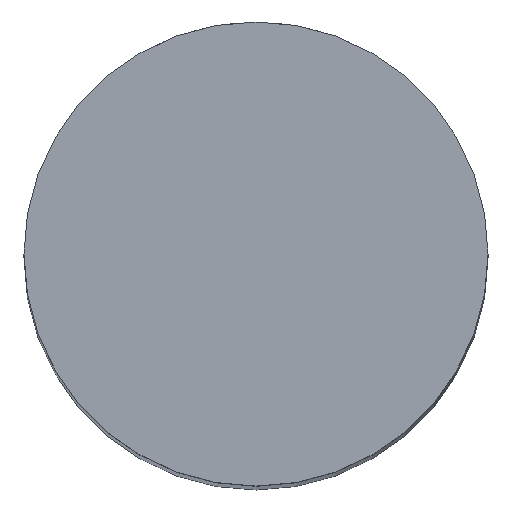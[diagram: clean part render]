
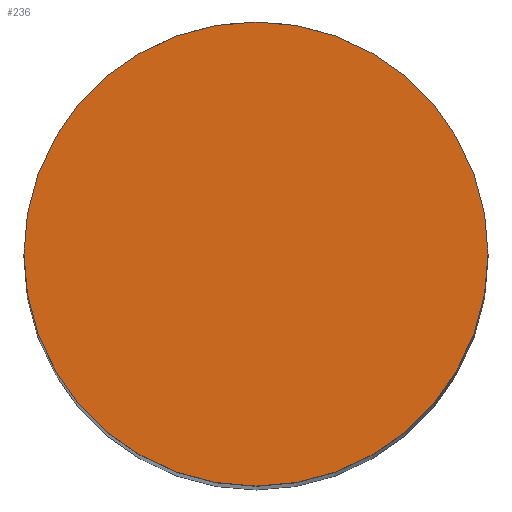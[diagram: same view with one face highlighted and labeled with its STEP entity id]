
A CAD part, top view. The second image highlights one B-rep face of the part: STEP entity #236.
In plain terms, the highlighted planar face has unit normal (0, 0, 1).
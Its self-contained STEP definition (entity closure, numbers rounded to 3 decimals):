
#27=PLANE('',#287);
#43=FACE_OUTER_BOUND('',#64,.T.);
#64=EDGE_LOOP('',(#213));
#77=CIRCLE('',#286,5.);
#127=VERTEX_POINT('',#457);
#155=EDGE_CURVE('',#127,#127,#77,.T.);
#213=ORIENTED_EDGE('',*,*,#155,.T.);
#236=ADVANCED_FACE('',(#43),#27,.T.);
#286=AXIS2_PLACEMENT_3D('',#458,#353,#354);
#287=AXIS2_PLACEMENT_3D('',#460,#356,#357);
#353=DIRECTION('center_axis',(0.,0.,1.));
#354=DIRECTION('ref_axis',(1.,0.,0.));
#356=DIRECTION('center_axis',(0.,0.,1.));
#357=DIRECTION('ref_axis',(1.,0.,0.));
#457=CARTESIAN_POINT('',(0.,-5.,0.));
#458=CARTESIAN_POINT('Origin',(0.,0.,0.));
#460=CARTESIAN_POINT('Origin',(0.,0.,0.));
